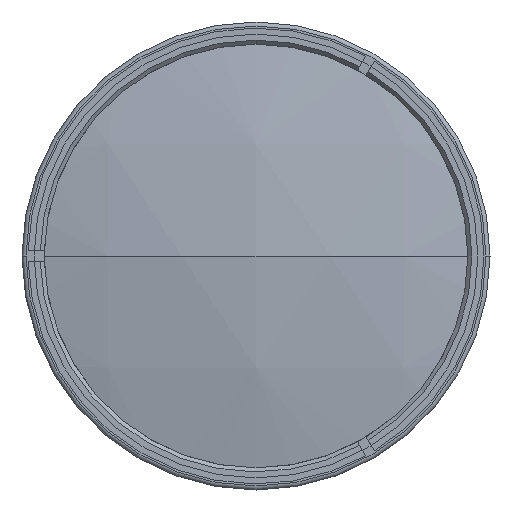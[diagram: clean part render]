
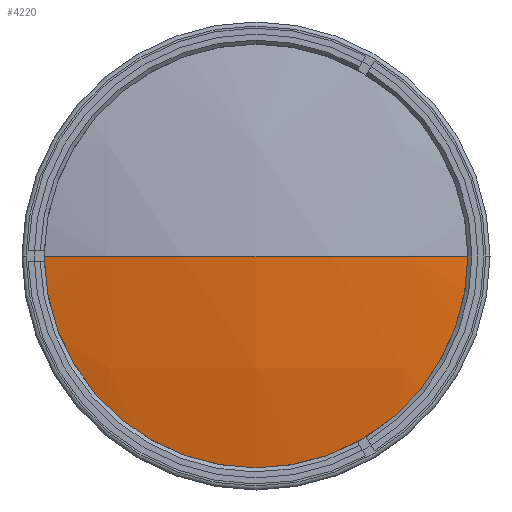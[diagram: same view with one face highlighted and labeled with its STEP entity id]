
A CAD part, left-side view. The second image highlights one B-rep face of the part: STEP entity #4220.
In plain terms, the highlighted spherical face has radius 252 mm.
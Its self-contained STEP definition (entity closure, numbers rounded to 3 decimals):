
#145 = AXIS2_PLACEMENT_3D ( 'NONE', #4715, #2116, #5159 ) ;
#455 = EDGE_CURVE ( 'NONE', #3627, #4231, #5216, .T. ) ;
#552 = CARTESIAN_POINT ( 'NONE',  ( -226.429, 55., 0. ) ) ;
#696 = AXIS2_PLACEMENT_3D ( 'NONE', #4353, #1738, #4779 ) ;
#856 = CIRCLE ( 'NONE', #696, 252. ) ;
#864 = SPHERICAL_SURFACE ( 'NONE', #3340, 252. ) ;
#1255 = FACE_OUTER_BOUND ( 'NONE', #1290, .T. ) ;
#1290 = EDGE_LOOP ( 'NONE', ( #2251, #2508, #2956 ) ) ;
#1415 = VERTEX_POINT ( 'NONE', #4047 ) ;
#1721 = EDGE_CURVE ( 'NONE', #3627, #1415, #5536, .T. ) ;
#1738 = DIRECTION ( 'NONE',  ( 0., 0., -1. ) ) ;
#1927 = AXIS2_PLACEMENT_3D ( 'NONE', #5118, #2523, #5560 ) ;
#2116 = DIRECTION ( 'NONE',  ( 0., 0., 1. ) ) ;
#2251 = ORIENTED_EDGE ( 'NONE', *, *, #1721, .T. ) ;
#2500 = DIRECTION ( 'NONE',  ( 0., 1., 0. ) ) ;
#2508 = ORIENTED_EDGE ( 'NONE', *, *, #3266, .T. ) ;
#2523 = DIRECTION ( 'NONE',  ( -1., 0., 0. ) ) ;
#2956 = ORIENTED_EDGE ( 'NONE', *, *, #455, .F. ) ;
#3266 = EDGE_CURVE ( 'NONE', #1415, #4231, #856, .T. ) ;
#3340 = AXIS2_PLACEMENT_3D ( 'NONE', #3767, #5098, #2500 ) ;
#3627 = VERTEX_POINT ( 'NONE', #552 ) ;
#3767 = CARTESIAN_POINT ( 'NONE',  ( 19.496, 0., 0. ) ) ;
#4047 = CARTESIAN_POINT ( 'NONE',  ( -226.429, -55., 0. ) ) ;
#4220 = ADVANCED_FACE ( 'NONE', ( #1255 ), #864, .T. ) ;
#4231 = VERTEX_POINT ( 'NONE', #5115 ) ;
#4353 = CARTESIAN_POINT ( 'NONE',  ( 19.496, 0., 0. ) ) ;
#4715 = CARTESIAN_POINT ( 'NONE',  ( 19.496, 0., 0. ) ) ;
#4779 = DIRECTION ( 'NONE',  ( 0., 1., 0. ) ) ;
#5098 = DIRECTION ( 'NONE',  ( 0., 0., -1. ) ) ;
#5115 = CARTESIAN_POINT ( 'NONE',  ( -232.504, 0., 0. ) ) ;
#5118 = CARTESIAN_POINT ( 'NONE',  ( -226.429, 0., 0. ) ) ;
#5159 = DIRECTION ( 'NONE',  ( 0., -1., 0. ) ) ;
#5216 = CIRCLE ( 'NONE', #145, 252. ) ;
#5536 = CIRCLE ( 'NONE', #1927, 55. ) ;
#5560 = DIRECTION ( 'NONE',  ( 0., 0., 1. ) ) ;
